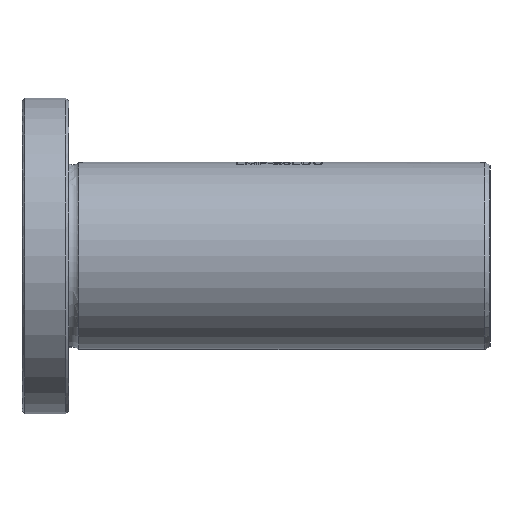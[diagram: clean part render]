
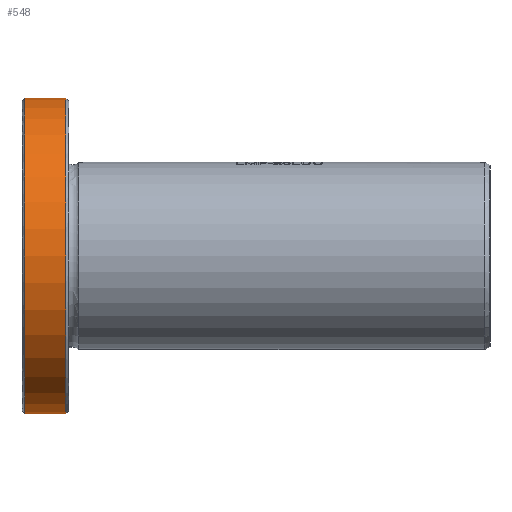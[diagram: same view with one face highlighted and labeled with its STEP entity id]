
A CAD part, front view. The second image highlights one B-rep face of the part: STEP entity #548.
In plain terms, the highlighted cylindrical face has radius 27 mm (diameter 54 mm), a full revolution.
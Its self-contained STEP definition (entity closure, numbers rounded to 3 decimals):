
#502=CYLINDRICAL_SURFACE('',#6322,27.);
#548=ADVANCED_FACE('',(#1646,#1647),#502,.T.);
#1120=CIRCLE('',#6312,27.);
#1121=CIRCLE('',#6313,27.);
#1122=CIRCLE('',#6320,27.);
#1123=CIRCLE('',#6321,27.);
#1646=FACE_BOUND('',#1757,.T.);
#1647=FACE_BOUND('',#1758,.T.);
#1757=EDGE_LOOP('',(#2413,#2414));
#1758=EDGE_LOOP('',(#2415,#2416));
#2413=ORIENTED_EDGE('',*,*,#4693,.T.);
#2414=ORIENTED_EDGE('',*,*,#4694,.T.);
#2415=ORIENTED_EDGE('',*,*,#4703,.F.);
#2416=ORIENTED_EDGE('',*,*,#4704,.F.);
#4099=VERTEX_POINT('',#9454);
#4100=VERTEX_POINT('',#9455);
#4109=VERTEX_POINT('',#9552);
#4110=VERTEX_POINT('',#9553);
#4693=EDGE_CURVE('',#4099,#4100,#1120,.T.);
#4694=EDGE_CURVE('',#4100,#4099,#1121,.T.);
#4703=EDGE_CURVE('',#4109,#4110,#1122,.T.);
#4704=EDGE_CURVE('',#4110,#4109,#1123,.T.);
#6312=AXIS2_PLACEMENT_3D('',#9453,#6825,#6826);
#6313=AXIS2_PLACEMENT_3D('',#9456,#6827,#6828);
#6320=AXIS2_PLACEMENT_3D('',#9551,#6841,#6842);
#6321=AXIS2_PLACEMENT_3D('',#9554,#6843,#6844);
#6322=AXIS2_PLACEMENT_3D('',#9555,#6845,#6846);
#6825=DIRECTION('',(1.,0.,0.));
#6826=DIRECTION('',(0.,0.,-1.));
#6827=DIRECTION('',(1.,0.,0.));
#6828=DIRECTION('',(0.,0.,-1.));
#6841=DIRECTION('',(1.,0.,0.));
#6842=DIRECTION('',(0.,0.,1.));
#6843=DIRECTION('',(1.,0.,0.));
#6844=DIRECTION('',(0.,0.,1.));
#6845=DIRECTION('',(1.,0.,0.));
#6846=DIRECTION('',(0.,0.,-1.));
#9453=CARTESIAN_POINT('',(0.5,0.,0.));
#9454=CARTESIAN_POINT('',(0.5,0.,-27.));
#9455=CARTESIAN_POINT('',(0.5,0.,27.));
#9456=CARTESIAN_POINT('',(0.5,0.,0.));
#9551=CARTESIAN_POINT('',(7.5,0.,0.));
#9552=CARTESIAN_POINT('',(7.5,0.,27.));
#9553=CARTESIAN_POINT('',(7.5,0.,-27.));
#9554=CARTESIAN_POINT('',(7.5,0.,0.));
#9555=CARTESIAN_POINT('',(0.5,0.,0.));
